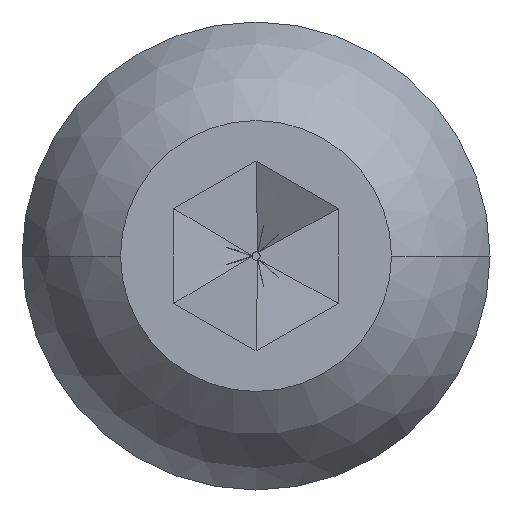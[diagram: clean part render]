
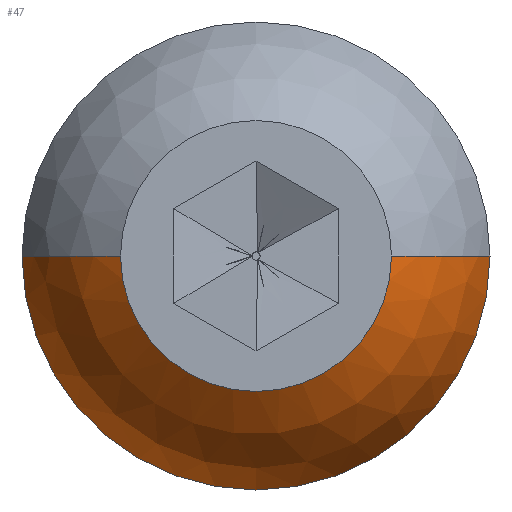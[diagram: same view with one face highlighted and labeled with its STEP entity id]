
A CAD part, left-side view. The second image highlights one B-rep face of the part: STEP entity #47.
In plain terms, the highlighted spherical face has radius 2.963 mm.
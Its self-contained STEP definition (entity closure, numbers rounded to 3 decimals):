
#8 = VERTEX_POINT ( 'NONE', #283 ) ;
#19 = DIRECTION ( 'NONE',  ( 0., 0., 1. ) ) ;
#47 = ADVANCED_FACE ( 'NONE', ( #308 ), #346, .T. ) ;
#57 = VERTEX_POINT ( 'NONE', #449 ) ;
#121 = DIRECTION ( 'NONE',  ( -1., 0., 0. ) ) ;
#123 = EDGE_LOOP ( 'NONE', ( #816, #125, #269, #815 ) ) ;
#125 = ORIENTED_EDGE ( 'NONE', *, *, #491, .T. ) ;
#137 = CIRCLE ( 'NONE', #482, 1.65 ) ;
#206 = VERTEX_POINT ( 'NONE', #719 ) ;
#269 = ORIENTED_EDGE ( 'NONE', *, *, #743, .F. ) ;
#283 = CARTESIAN_POINT ( 'NONE',  ( 1.65, 2.85, 0. ) ) ;
#297 = CIRCLE ( 'NONE', #621, 2.963 ) ;
#308 = FACE_OUTER_BOUND ( 'NONE', #123, .T. ) ;
#337 = CARTESIAN_POINT ( 'NONE',  ( 0., -1.65, 0. ) ) ;
#344 = CARTESIAN_POINT ( 'NONE',  ( 2.461, 0., 0. ) ) ;
#346 = SPHERICAL_SURFACE ( 'NONE', #698, 2.963 ) ;
#375 = CARTESIAN_POINT ( 'NONE',  ( 1.65, 0., 0. ) ) ;
#413 = DIRECTION ( 'NONE',  ( 0., 1., 0. ) ) ;
#429 = VERTEX_POINT ( 'NONE', #337 ) ;
#444 = CARTESIAN_POINT ( 'NONE',  ( 2.461, 0., 0. ) ) ;
#446 = DIRECTION ( 'NONE',  ( 0., 0., 1. ) ) ;
#449 = CARTESIAN_POINT ( 'NONE',  ( 1.65, -2.85, 0. ) ) ;
#482 = AXIS2_PLACEMENT_3D ( 'NONE', #550, #121, #631 ) ;
#491 = EDGE_CURVE ( 'NONE', #57, #429, #297, .T. ) ;
#493 = AXIS2_PLACEMENT_3D ( 'NONE', #444, #19, #530 ) ;
#495 = AXIS2_PLACEMENT_3D ( 'NONE', #375, #927, #446 ) ;
#530 = DIRECTION ( 'NONE',  ( 1., 0., 0. ) ) ;
#535 = DIRECTION ( 'NONE',  ( 0., -1., 0. ) ) ;
#544 = CARTESIAN_POINT ( 'NONE',  ( 2.461, 0., 0. ) ) ;
#546 = CIRCLE ( 'NONE', #493, 2.963 ) ;
#550 = CARTESIAN_POINT ( 'NONE',  ( 0., 0., 0. ) ) ;
#621 = AXIS2_PLACEMENT_3D ( 'NONE', #344, #895, #413 ) ;
#626 = DIRECTION ( 'NONE',  ( -1., 0., 0. ) ) ;
#631 = DIRECTION ( 'NONE',  ( 0., 0., 1. ) ) ;
#669 = EDGE_CURVE ( 'NONE', #8, #57, #776, .T. ) ;
#685 = EDGE_CURVE ( 'NONE', #8, #206, #546, .T. ) ;
#698 = AXIS2_PLACEMENT_3D ( 'NONE', #544, #626, #535 ) ;
#719 = CARTESIAN_POINT ( 'NONE',  ( 0., 1.65, 0. ) ) ;
#743 = EDGE_CURVE ( 'NONE', #206, #429, #137, .T. ) ;
#776 = CIRCLE ( 'NONE', #495, 2.85 ) ;
#815 = ORIENTED_EDGE ( 'NONE', *, *, #685, .F. ) ;
#816 = ORIENTED_EDGE ( 'NONE', *, *, #669, .T. ) ;
#895 = DIRECTION ( 'NONE',  ( 0., 0., -1. ) ) ;
#927 = DIRECTION ( 'NONE',  ( -1., 0., 0. ) ) ;
